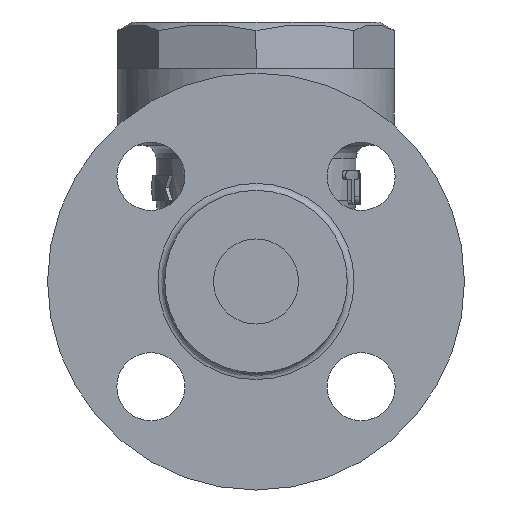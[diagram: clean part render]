
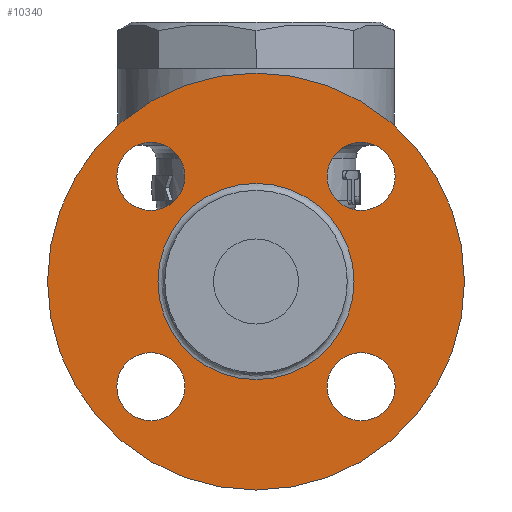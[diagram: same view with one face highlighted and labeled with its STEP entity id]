
A CAD part, left-side view. The second image highlights one B-rep face of the part: STEP entity #10340.
In plain terms, the highlighted planar face has unit normal (-1, 0, 0).
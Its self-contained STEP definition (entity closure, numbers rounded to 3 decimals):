
#10194=CARTESIAN_POINT('',(-88.4,0.,49.));
#10195=VERTEX_POINT('',#10194);
#10196=CARTESIAN_POINT('',(-88.4,0.0,0.));
#10197=DIRECTION('',(1.0,0.0,0.0));
#10198=DIRECTION('',(0.0,0.0,-1.0));
#10199=AXIS2_PLACEMENT_3D('',#10196,#10197,#10198);
#10200=CIRCLE('',#10199,49.0);
#10201=EDGE_CURVE('',#10195,#10195,#10200,.T.);
#10262=CARTESIAN_POINT('',(-88.4,0.,23.05));
#10263=VERTEX_POINT('',#10262);
#10264=CARTESIAN_POINT('',(-88.4,0.0,0.));
#10265=DIRECTION('',(-1.0,0.0,0.0));
#10266=DIRECTION('',(0.0,0.0,-1.0));
#10267=AXIS2_PLACEMENT_3D('',#10264,#10265,#10266);
#10268=CIRCLE('',#10267,23.05);
#10269=EDGE_CURVE('',#10263,#10263,#10268,.T.);
#10285=CARTESIAN_POINT('',(-88.4,0.0,0.));
#10286=DIRECTION('',(1.0,0.0,0.0));
#10287=DIRECTION('',(0.0,0.0,-1.0));
#10288=AXIS2_PLACEMENT_3D('',#10285,#10286,#10287);
#10289=PLANE('',#10288);
#10290=ORIENTED_EDGE('',*,*,#10201,.F.);
#10291=EDGE_LOOP('',(#10290));
#10292=FACE_OUTER_BOUND('',#10291,.T.);
#10293=CARTESIAN_POINT('',(-88.4,-24.713,32.713));
#10294=VERTEX_POINT('',#10293);
#10295=CARTESIAN_POINT('',(-88.4,-24.713,24.713));
#10296=DIRECTION('',(1.0,0.0,0.0));
#10297=DIRECTION('',(0.0,0.0,1.0));
#10298=AXIS2_PLACEMENT_3D('',#10295,#10296,#10297);
#10299=CIRCLE('',#10298,8.0);
#10300=EDGE_CURVE('',#10294,#10294,#10299,.T.);
#10301=ORIENTED_EDGE('',*,*,#10300,.T.);
#10302=EDGE_LOOP('',(#10301));
#10303=FACE_BOUND('',#10302,.T.);
#10304=CARTESIAN_POINT('',(-88.4,-32.713,-24.713));
#10305=VERTEX_POINT('',#10304);
#10306=CARTESIAN_POINT('',(-88.4,-24.713,-24.713));
#10307=DIRECTION('',(1.0,0.0,0.0));
#10308=DIRECTION('',(0.0,-1.0,0.0));
#10309=AXIS2_PLACEMENT_3D('',#10306,#10307,#10308);
#10310=CIRCLE('',#10309,8.0);
#10311=EDGE_CURVE('',#10305,#10305,#10310,.T.);
#10312=ORIENTED_EDGE('',*,*,#10311,.T.);
#10313=EDGE_LOOP('',(#10312));
#10314=FACE_BOUND('',#10313,.T.);
#10315=CARTESIAN_POINT('',(-88.4,24.713,-32.713));
#10316=VERTEX_POINT('',#10315);
#10317=CARTESIAN_POINT('',(-88.4,24.713,-24.713));
#10318=DIRECTION('',(1.0,0.0,0.0));
#10319=DIRECTION('',(0.0,0.0,-1.0));
#10320=AXIS2_PLACEMENT_3D('',#10317,#10318,#10319);
#10321=CIRCLE('',#10320,8.0);
#10322=EDGE_CURVE('',#10316,#10316,#10321,.T.);
#10323=ORIENTED_EDGE('',*,*,#10322,.T.);
#10324=EDGE_LOOP('',(#10323));
#10325=FACE_BOUND('',#10324,.T.);
#10326=CARTESIAN_POINT('',(-88.4,32.713,24.713));
#10327=VERTEX_POINT('',#10326);
#10328=CARTESIAN_POINT('',(-88.4,24.713,24.713));
#10329=DIRECTION('',(1.0,0.0,0.0));
#10330=DIRECTION('',(0.0,1.0,0.0));
#10331=AXIS2_PLACEMENT_3D('',#10328,#10329,#10330);
#10332=CIRCLE('',#10331,8.0);
#10333=EDGE_CURVE('',#10327,#10327,#10332,.T.);
#10334=ORIENTED_EDGE('',*,*,#10333,.T.);
#10335=EDGE_LOOP('',(#10334));
#10336=FACE_BOUND('',#10335,.T.);
#10337=ORIENTED_EDGE('',*,*,#10269,.F.);
#10338=EDGE_LOOP('',(#10337));
#10339=FACE_BOUND('',#10338,.T.);
#10340=ADVANCED_FACE('',(#10292,#10303,#10314,#10325,#10336,#10339),#10289,.F.);
